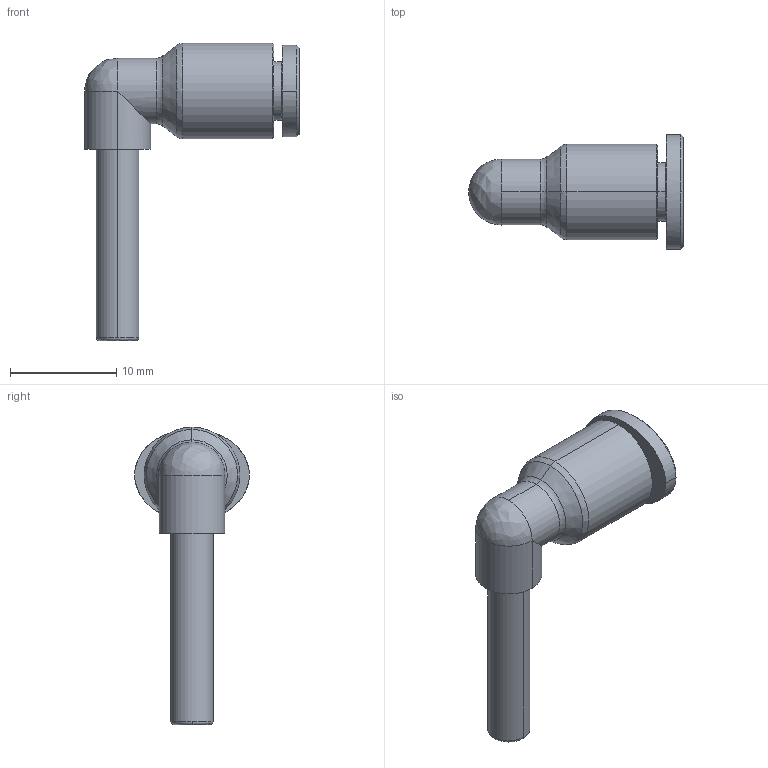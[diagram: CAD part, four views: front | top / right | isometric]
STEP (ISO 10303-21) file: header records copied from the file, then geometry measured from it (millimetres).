
FILE_DESCRIPTION (( 'STEP AP214' ), '1' );
FILE_NAME ('PLJ04.stp', '2015-09-24T08:36:46', ( '' ), ( '' ), 'SwSTEP 2.0', 'SolidWorks 2015', '' );
FILE_SCHEMA (( 'AUTOMOTIVE_DESIGN' ));
Length unit declared in the file: millimetre
Products named in the file (2): ｦ+ﾃｦ1; PLJ04
Assembly tree (1 placements, depth 2):
  PLJ04
    ｦ+ﾃｦ1
Bounding box: 20.2 x 10.8 x 28 mm (x, y, z)
Volume: 969.9 mm3; surface area: 1338.2 mm2
Topology: 1 solids, 1 shells, 402 faces, 1131 edges, 749 vertices
Faces by surface type: plane 333, bspline 35, cylinder 22, cone 10, torus 2
Entity records: 13923 total; most frequent: CARTESIAN_POINT 3457, ORIENTED_EDGE 2260, DIRECTION 1862, EDGE_CURVE 1130, VECTOR 984, LINE 984, VERTEX_POINT 749, AXIS2_PLACEMENT_3D 439
